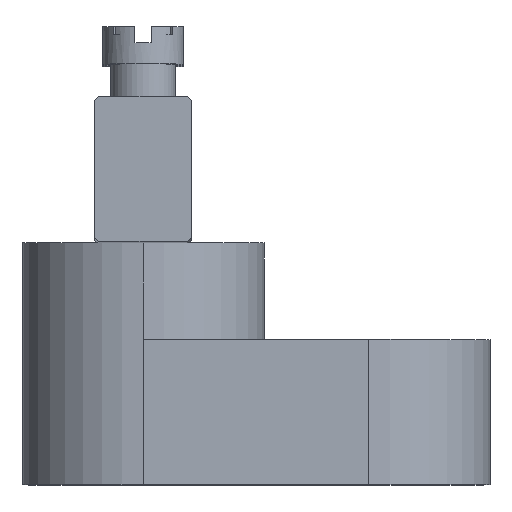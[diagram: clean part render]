
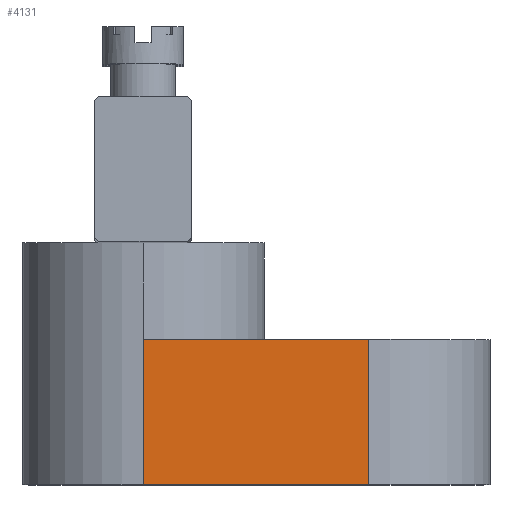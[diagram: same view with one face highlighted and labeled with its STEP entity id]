
A CAD part, top view. The second image highlights one B-rep face of the part: STEP entity #4131.
In plain terms, the highlighted planar face has unit normal (0, 0, 1).
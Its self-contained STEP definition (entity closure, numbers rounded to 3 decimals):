
#174 = ORIENTED_EDGE ( 'NONE', *, *, #2376, .F. ) ;
#285 = CARTESIAN_POINT ( 'NONE',  ( 7., 0., 7.5 ) ) ;
#362 = VERTEX_POINT ( 'NONE', #4242 ) ;
#514 = CARTESIAN_POINT ( 'NONE',  ( -7., 9., 7.5 ) ) ;
#977 = DIRECTION ( 'NONE',  ( 1., 0., 0. ) ) ;
#1156 = CARTESIAN_POINT ( 'NONE',  ( -14.5, 0., 7.5 ) ) ;
#1339 = DIRECTION ( 'NONE',  ( -1., 0., 0. ) ) ;
#1412 = DIRECTION ( 'NONE',  ( 0., 0., -1. ) ) ;
#1413 = PLANE ( 'NONE',  #5594 ) ;
#1515 = CARTESIAN_POINT ( 'NONE',  ( -14.5, 9., 7.5 ) ) ;
#1762 = DIRECTION ( 'NONE',  ( 0., 1., 0. ) ) ;
#1820 = CARTESIAN_POINT ( 'NONE',  ( -14.5, 9., 7.5 ) ) ;
#2083 = CARTESIAN_POINT ( 'NONE',  ( -7., -10.607, 7.5 ) ) ;
#2120 = CARTESIAN_POINT ( 'NONE',  ( 7., -10.607, 7.5 ) ) ;
#2177 = DIRECTION ( 'NONE',  ( 1., 0., 0. ) ) ;
#2268 = DIRECTION ( 'NONE',  ( 0., 1., 0. ) ) ;
#2367 = EDGE_CURVE ( 'NONE', #6040, #3680, #4775, .T. ) ;
#2376 = EDGE_CURVE ( 'NONE', #5901, #3680, #7202, .T. ) ;
#2379 = EDGE_CURVE ( 'NONE', #362, #5901, #4402, .T. ) ;
#2396 = EDGE_CURVE ( 'NONE', #362, #6040, #2973, .T. ) ;
#2784 = VECTOR ( 'NONE', #2177, 1000. ) ;
#2973 = LINE ( 'NONE', #1156, #4017 ) ;
#3573 = CARTESIAN_POINT ( 'NONE',  ( 7., 9., 7.5 ) ) ;
#3680 = VERTEX_POINT ( 'NONE', #3573 ) ;
#3818 = ORIENTED_EDGE ( 'NONE', *, *, #2396, .T. ) ;
#3912 = EDGE_LOOP ( 'NONE', ( #5661, #174, #6056, #3818 ) ) ;
#4017 = VECTOR ( 'NONE', #977, 1000. ) ;
#4131 = ADVANCED_FACE ( 'NONE', ( #5553 ), #1413, .F. ) ;
#4242 = CARTESIAN_POINT ( 'NONE',  ( -7., 0., 7.5 ) ) ;
#4402 = LINE ( 'NONE', #2083, #7073 ) ;
#4775 = LINE ( 'NONE', #2120, #5878 ) ;
#5553 = FACE_OUTER_BOUND ( 'NONE', #3912, .T. ) ;
#5594 = AXIS2_PLACEMENT_3D ( 'NONE', #1515, #1412, #1339 ) ;
#5661 = ORIENTED_EDGE ( 'NONE', *, *, #2367, .T. ) ;
#5878 = VECTOR ( 'NONE', #2268, 1000. ) ;
#5901 = VERTEX_POINT ( 'NONE', #514 ) ;
#6040 = VERTEX_POINT ( 'NONE', #285 ) ;
#6056 = ORIENTED_EDGE ( 'NONE', *, *, #2379, .F. ) ;
#7073 = VECTOR ( 'NONE', #1762, 1000. ) ;
#7202 = LINE ( 'NONE', #1820, #2784 ) ;
